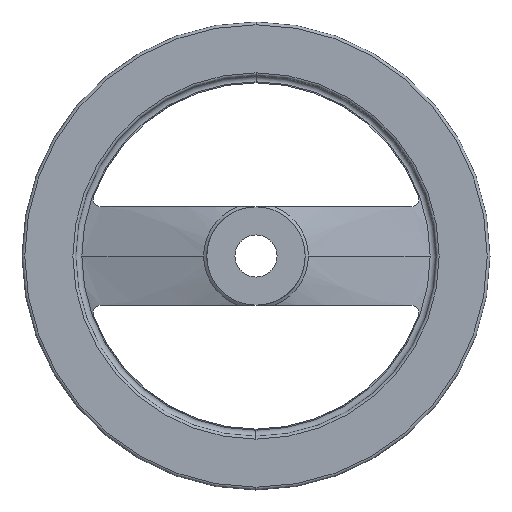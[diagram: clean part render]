
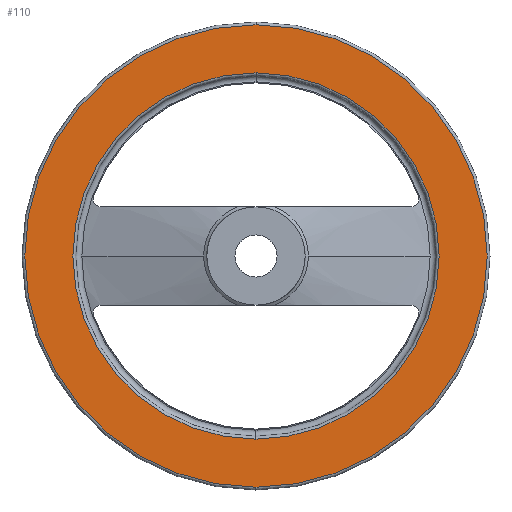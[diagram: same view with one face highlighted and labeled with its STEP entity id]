
A CAD part, left-side view. The second image highlights one B-rep face of the part: STEP entity #110.
In plain terms, the highlighted planar face has unit normal (-1, 0, 0).
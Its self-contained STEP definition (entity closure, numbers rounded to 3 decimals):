
#110 = ADVANCED_FACE( '', ( #190, #191 ), #192, .T. );
#190 = FACE_BOUND( '', #278, .T. );
#191 = FACE_OUTER_BOUND( '', #279, .T. );
#192 = PLANE( '', #280 );
#278 = EDGE_LOOP( '', ( #604, #605, #606 ) );
#279 = EDGE_LOOP( '', ( #607, #608, #609 ) );
#280 = AXIS2_PLACEMENT_3D( '', #610, #611, #612 );
#604 = ORIENTED_EDGE( '', *, *, #696, .F. );
#605 = ORIENTED_EDGE( '', *, *, #695, .F. );
#606 = ORIENTED_EDGE( '', *, *, #787, .F. );
#607 = ORIENTED_EDGE( '', *, *, #703, .T. );
#608 = ORIENTED_EDGE( '', *, *, #786, .T. );
#609 = ORIENTED_EDGE( '', *, *, #704, .T. );
#610 = CARTESIAN_POINT( '', ( 22.8, 88.525, 0. ) );
#611 = DIRECTION( '', ( -1., 0., 0. ) );
#612 = DIRECTION( '', ( 0., 1., 0. ) );
#695 = EDGE_CURVE( '', #842, #844, #845, .T. );
#696 = EDGE_CURVE( '', #844, #846, #847, .T. );
#703 = EDGE_CURVE( '', #860, #858, #861, .T. );
#704 = EDGE_CURVE( '', #852, #860, #862, .T. );
#786 = EDGE_CURVE( '', #858, #852, #992, .T. );
#787 = EDGE_CURVE( '', #846, #842, #993, .T. );
#842 = VERTEX_POINT( '', #1115 );
#844 = VERTEX_POINT( '', #1117 );
#845 = CIRCLE( '', #1118, 78.25 );
#846 = VERTEX_POINT( '', #1119 );
#847 = CIRCLE( '', #1120, 78.25 );
#852 = VERTEX_POINT( '', #1125 );
#858 = VERTEX_POINT( '', #1131 );
#860 = VERTEX_POINT( '', #1133 );
#861 = CIRCLE( '', #1134, 98.8 );
#862 = CIRCLE( '', #1135, 98.8 );
#992 = CIRCLE( '', #1562, 98.8 );
#993 = CIRCLE( '', #1563, 78.25 );
#1115 = CARTESIAN_POINT( '', ( 22.8, 0., 78.25 ) );
#1117 = CARTESIAN_POINT( '', ( 22.8, 78.25, 0. ) );
#1118 = AXIS2_PLACEMENT_3D( '', #1625, #1626, #1627 );
#1119 = CARTESIAN_POINT( '', ( 22.8, 0., -78.25 ) );
#1120 = AXIS2_PLACEMENT_3D( '', #1628, #1629, #1630 );
#1125 = CARTESIAN_POINT( '', ( 22.8, 0., 98.8 ) );
#1131 = CARTESIAN_POINT( '', ( 22.8, 0., -98.8 ) );
#1133 = CARTESIAN_POINT( '', ( 22.8, 98.8, 0. ) );
#1134 = AXIS2_PLACEMENT_3D( '', #1649, #1650, #1651 );
#1135 = AXIS2_PLACEMENT_3D( '', #1652, #1653, #1654 );
#1562 = AXIS2_PLACEMENT_3D( '', #1802, #1803, #1804 );
#1563 = AXIS2_PLACEMENT_3D( '', #1805, #1806, #1807 );
#1625 = CARTESIAN_POINT( '', ( 22.8, 0., 0. ) );
#1626 = DIRECTION( '', ( -1., 0., 0. ) );
#1627 = DIRECTION( '', ( 0., 1., 0. ) );
#1628 = CARTESIAN_POINT( '', ( 22.8, 0., 0. ) );
#1629 = DIRECTION( '', ( -1., 0., 0. ) );
#1630 = DIRECTION( '', ( 0., 1., 0. ) );
#1649 = CARTESIAN_POINT( '', ( 22.8, 0., 0. ) );
#1650 = DIRECTION( '', ( -1., 0., 0. ) );
#1651 = DIRECTION( '', ( 0., 1., 0. ) );
#1652 = CARTESIAN_POINT( '', ( 22.8, 0., 0. ) );
#1653 = DIRECTION( '', ( -1., 0., 0. ) );
#1654 = DIRECTION( '', ( 0., 1., 0. ) );
#1802 = CARTESIAN_POINT( '', ( 22.8, 0., 0. ) );
#1803 = DIRECTION( '', ( -1., 0., 0. ) );
#1804 = DIRECTION( '', ( 0., 1., 0. ) );
#1805 = CARTESIAN_POINT( '', ( 22.8, 0., 0. ) );
#1806 = DIRECTION( '', ( -1., 0., 0. ) );
#1807 = DIRECTION( '', ( 0., 1., 0. ) );
